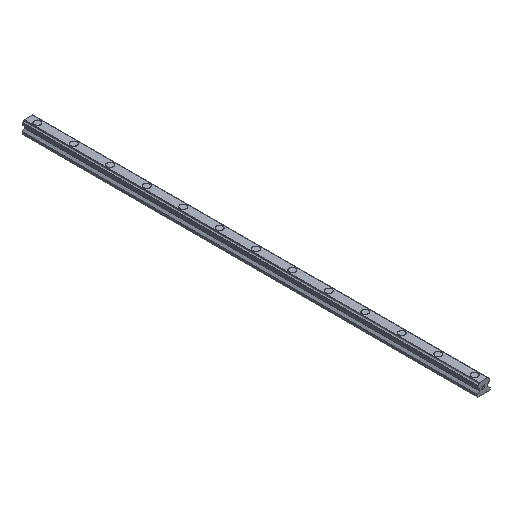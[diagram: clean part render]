
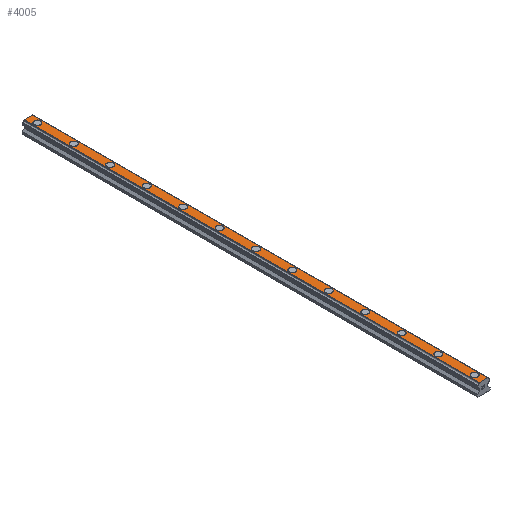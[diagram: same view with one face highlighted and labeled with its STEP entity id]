
A CAD part, isometric view. The second image highlights one B-rep face of the part: STEP entity #4005.
In plain terms, the highlighted planar face has unit normal (0, 0, 1).
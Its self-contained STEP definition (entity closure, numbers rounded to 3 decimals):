
#255=PLANE('',#4437);
#271=CIRCLE('',#4034,7.);
#275=CIRCLE('',#4040,7.);
#279=CIRCLE('',#4046,7.);
#283=CIRCLE('',#4052,7.);
#287=CIRCLE('',#4058,7.);
#291=CIRCLE('',#4064,7.);
#295=CIRCLE('',#4070,7.);
#299=CIRCLE('',#4076,7.);
#303=CIRCLE('',#4082,7.);
#307=CIRCLE('',#4088,7.);
#311=CIRCLE('',#4094,7.);
#315=CIRCLE('',#4100,7.);
#319=CIRCLE('',#4106,7.);
#430=CIRCLE('',#4335,7.);
#433=CIRCLE('',#4341,7.);
#436=CIRCLE('',#4347,7.);
#439=CIRCLE('',#4353,7.);
#442=CIRCLE('',#4359,7.);
#445=CIRCLE('',#4365,7.);
#448=CIRCLE('',#4371,7.);
#451=CIRCLE('',#4377,7.);
#454=CIRCLE('',#4383,7.);
#457=CIRCLE('',#4389,7.);
#460=CIRCLE('',#4395,7.);
#463=CIRCLE('',#4401,7.);
#466=CIRCLE('',#4407,7.);
#473=VERTEX_POINT('',#5566);
#475=VERTEX_POINT('',#5569);
#481=VERTEX_POINT('',#5584);
#483=VERTEX_POINT('',#5587);
#489=VERTEX_POINT('',#5602);
#491=VERTEX_POINT('',#5605);
#497=VERTEX_POINT('',#5620);
#499=VERTEX_POINT('',#5623);
#505=VERTEX_POINT('',#5638);
#507=VERTEX_POINT('',#5641);
#513=VERTEX_POINT('',#5656);
#515=VERTEX_POINT('',#5659);
#521=VERTEX_POINT('',#5674);
#523=VERTEX_POINT('',#5677);
#529=VERTEX_POINT('',#5692);
#531=VERTEX_POINT('',#5695);
#537=VERTEX_POINT('',#5710);
#539=VERTEX_POINT('',#5713);
#545=VERTEX_POINT('',#5728);
#547=VERTEX_POINT('',#5731);
#553=VERTEX_POINT('',#5746);
#555=VERTEX_POINT('',#5749);
#561=VERTEX_POINT('',#5764);
#563=VERTEX_POINT('',#5767);
#569=VERTEX_POINT('',#5782);
#571=VERTEX_POINT('',#5785);
#727=VERTEX_POINT('',#6267);
#728=VERTEX_POINT('',#6269);
#818=VERTEX_POINT('',#6494);
#819=VERTEX_POINT('',#6496);
#1050=VECTOR('',#5096,1.);
#1140=VECTOR('',#5254,1.);
#1179=VECTOR('',#5494,1.);
#1180=VECTOR('',#5496,1.);
#1411=LINE('',#6268,#1050);
#1501=LINE('',#6495,#1140);
#1540=LINE('',#6672,#1179);
#1541=LINE('',#6674,#1180);
#1570=EDGE_CURVE('',#475,#473,#271,.T.);
#1578=EDGE_CURVE('',#483,#481,#275,.T.);
#1586=EDGE_CURVE('',#491,#489,#279,.T.);
#1594=EDGE_CURVE('',#499,#497,#283,.T.);
#1602=EDGE_CURVE('',#507,#505,#287,.T.);
#1610=EDGE_CURVE('',#515,#513,#291,.T.);
#1618=EDGE_CURVE('',#523,#521,#295,.T.);
#1626=EDGE_CURVE('',#531,#529,#299,.T.);
#1634=EDGE_CURVE('',#539,#537,#303,.T.);
#1642=EDGE_CURVE('',#547,#545,#307,.T.);
#1650=EDGE_CURVE('',#555,#553,#311,.T.);
#1658=EDGE_CURVE('',#563,#561,#315,.T.);
#1666=EDGE_CURVE('',#571,#569,#319,.T.);
#1900=EDGE_CURVE('',#728,#727,#1411,.T.);
#2012=EDGE_CURVE('',#819,#818,#1501,.T.);
#2037=EDGE_CURVE('',#569,#571,#430,.T.);
#2040=EDGE_CURVE('',#561,#563,#433,.T.);
#2043=EDGE_CURVE('',#553,#555,#436,.T.);
#2046=EDGE_CURVE('',#545,#547,#439,.T.);
#2049=EDGE_CURVE('',#537,#539,#442,.T.);
#2052=EDGE_CURVE('',#529,#531,#445,.T.);
#2055=EDGE_CURVE('',#521,#523,#448,.T.);
#2058=EDGE_CURVE('',#513,#515,#451,.T.);
#2061=EDGE_CURVE('',#505,#507,#454,.T.);
#2064=EDGE_CURVE('',#497,#499,#457,.T.);
#2067=EDGE_CURVE('',#489,#491,#460,.T.);
#2070=EDGE_CURVE('',#481,#483,#463,.T.);
#2073=EDGE_CURVE('',#473,#475,#466,.T.);
#2101=EDGE_CURVE('',#727,#819,#1540,.T.);
#2102=EDGE_CURVE('',#728,#818,#1541,.T.);
#3122=ORIENTED_EDGE('',*,*,#1666,.T.);
#3123=ORIENTED_EDGE('',*,*,#2037,.T.);
#3124=ORIENTED_EDGE('',*,*,#1658,.T.);
#3125=ORIENTED_EDGE('',*,*,#2040,.T.);
#3126=ORIENTED_EDGE('',*,*,#1650,.T.);
#3127=ORIENTED_EDGE('',*,*,#2043,.T.);
#3128=ORIENTED_EDGE('',*,*,#1642,.T.);
#3129=ORIENTED_EDGE('',*,*,#2046,.T.);
#3130=ORIENTED_EDGE('',*,*,#1634,.T.);
#3131=ORIENTED_EDGE('',*,*,#2049,.T.);
#3132=ORIENTED_EDGE('',*,*,#1626,.T.);
#3133=ORIENTED_EDGE('',*,*,#2052,.T.);
#3134=ORIENTED_EDGE('',*,*,#1618,.T.);
#3135=ORIENTED_EDGE('',*,*,#2055,.T.);
#3136=ORIENTED_EDGE('',*,*,#1610,.T.);
#3137=ORIENTED_EDGE('',*,*,#2058,.T.);
#3138=ORIENTED_EDGE('',*,*,#1602,.T.);
#3139=ORIENTED_EDGE('',*,*,#2061,.T.);
#3140=ORIENTED_EDGE('',*,*,#1594,.T.);
#3141=ORIENTED_EDGE('',*,*,#2064,.T.);
#3142=ORIENTED_EDGE('',*,*,#1586,.T.);
#3143=ORIENTED_EDGE('',*,*,#2067,.T.);
#3144=ORIENTED_EDGE('',*,*,#1578,.T.);
#3145=ORIENTED_EDGE('',*,*,#2070,.T.);
#3146=ORIENTED_EDGE('',*,*,#1570,.T.);
#3147=ORIENTED_EDGE('',*,*,#2073,.T.);
#3148=ORIENTED_EDGE('',*,*,#2012,.T.);
#3149=ORIENTED_EDGE('',*,*,#2102,.F.);
#3150=ORIENTED_EDGE('',*,*,#1900,.T.);
#3151=ORIENTED_EDGE('',*,*,#2101,.T.);
#3485=EDGE_LOOP('',(#3122,#3123));
#3486=EDGE_LOOP('',(#3124,#3125));
#3487=EDGE_LOOP('',(#3126,#3127));
#3488=EDGE_LOOP('',(#3128,#3129));
#3489=EDGE_LOOP('',(#3130,#3131));
#3490=EDGE_LOOP('',(#3132,#3133));
#3491=EDGE_LOOP('',(#3134,#3135));
#3492=EDGE_LOOP('',(#3136,#3137));
#3493=EDGE_LOOP('',(#3138,#3139));
#3494=EDGE_LOOP('',(#3140,#3141));
#3495=EDGE_LOOP('',(#3142,#3143));
#3496=EDGE_LOOP('',(#3144,#3145));
#3497=EDGE_LOOP('',(#3146,#3147));
#3498=EDGE_LOOP('',(#3148,#3149,#3150,#3151));
#3760=FACE_BOUND('',#3485,.T.);
#3761=FACE_BOUND('',#3486,.T.);
#3762=FACE_BOUND('',#3487,.T.);
#3763=FACE_BOUND('',#3488,.T.);
#3764=FACE_BOUND('',#3489,.T.);
#3765=FACE_BOUND('',#3490,.T.);
#3766=FACE_BOUND('',#3491,.T.);
#3767=FACE_BOUND('',#3492,.T.);
#3768=FACE_BOUND('',#3493,.T.);
#3769=FACE_BOUND('',#3494,.T.);
#3770=FACE_BOUND('',#3495,.T.);
#3771=FACE_BOUND('',#3496,.T.);
#3772=FACE_BOUND('',#3497,.T.);
#3773=FACE_BOUND('',#3498,.T.);
#4005=ADVANCED_FACE('',(#3760,#3761,#3762,#3763,#3764,#3765,#3766,#3767,
#3768,#3769,#3770,#3771,#3772,#3773),#255,.T.);
#4034=AXIS2_PLACEMENT_3D('',#5568,#4473,#4474);
#4040=AXIS2_PLACEMENT_3D('',#5586,#4489,#4490);
#4046=AXIS2_PLACEMENT_3D('',#5604,#4505,#4506);
#4052=AXIS2_PLACEMENT_3D('',#5622,#4521,#4522);
#4058=AXIS2_PLACEMENT_3D('',#5640,#4537,#4538);
#4064=AXIS2_PLACEMENT_3D('',#5658,#4553,#4554);
#4070=AXIS2_PLACEMENT_3D('',#5676,#4569,#4570);
#4076=AXIS2_PLACEMENT_3D('',#5694,#4585,#4586);
#4082=AXIS2_PLACEMENT_3D('',#5712,#4601,#4602);
#4088=AXIS2_PLACEMENT_3D('',#5730,#4617,#4618);
#4094=AXIS2_PLACEMENT_3D('',#5748,#4633,#4634);
#4100=AXIS2_PLACEMENT_3D('',#5766,#4649,#4650);
#4106=AXIS2_PLACEMENT_3D('',#5784,#4665,#4666);
#4335=AXIS2_PLACEMENT_3D('',#6545,#5292,#5293);
#4341=AXIS2_PLACEMENT_3D('',#6551,#5303,#5304);
#4347=AXIS2_PLACEMENT_3D('',#6557,#5314,#5315);
#4353=AXIS2_PLACEMENT_3D('',#6563,#5325,#5326);
#4359=AXIS2_PLACEMENT_3D('',#6569,#5336,#5337);
#4365=AXIS2_PLACEMENT_3D('',#6575,#5347,#5348);
#4371=AXIS2_PLACEMENT_3D('',#6581,#5358,#5359);
#4377=AXIS2_PLACEMENT_3D('',#6587,#5369,#5370);
#4383=AXIS2_PLACEMENT_3D('',#6593,#5380,#5381);
#4389=AXIS2_PLACEMENT_3D('',#6599,#5391,#5392);
#4395=AXIS2_PLACEMENT_3D('',#6605,#5402,#5403);
#4401=AXIS2_PLACEMENT_3D('',#6611,#5413,#5414);
#4407=AXIS2_PLACEMENT_3D('',#6617,#5424,#5425);
#4437=AXIS2_PLACEMENT_3D('',#6673,#5495,$);
#4473=DIRECTION('',(0.,0.,-1.));
#4474=DIRECTION('',(7.,0.,0.));
#4489=DIRECTION('',(0.,0.,-1.));
#4490=DIRECTION('',(7.,0.,0.));
#4505=DIRECTION('',(0.,0.,-1.));
#4506=DIRECTION('',(7.,0.,0.));
#4521=DIRECTION('',(0.,0.,-1.));
#4522=DIRECTION('',(7.,0.,0.));
#4537=DIRECTION('',(0.,0.,-1.));
#4538=DIRECTION('',(7.,0.,0.));
#4553=DIRECTION('',(0.,0.,-1.));
#4554=DIRECTION('',(7.,0.,0.));
#4569=DIRECTION('',(0.,0.,-1.));
#4570=DIRECTION('',(7.,0.,0.));
#4585=DIRECTION('',(0.,0.,-1.));
#4586=DIRECTION('',(7.,0.,0.));
#4601=DIRECTION('',(0.,0.,-1.));
#4602=DIRECTION('',(7.,0.,0.));
#4617=DIRECTION('',(0.,0.,-1.));
#4618=DIRECTION('',(7.,0.,0.));
#4633=DIRECTION('',(0.,0.,-1.));
#4634=DIRECTION('',(7.,0.,0.));
#4649=DIRECTION('',(0.,0.,-1.));
#4650=DIRECTION('',(7.,0.,0.));
#4665=DIRECTION('',(0.,0.,-1.));
#4666=DIRECTION('',(7.,0.,0.));
#5096=DIRECTION('',(-1.,0.,0.));
#5254=DIRECTION('',(1.,0.,0.));
#5292=DIRECTION('',(0.,0.,-1.));
#5293=DIRECTION('',(7.,0.,0.));
#5303=DIRECTION('',(0.,0.,-1.));
#5304=DIRECTION('',(7.,0.,0.));
#5314=DIRECTION('',(0.,0.,-1.));
#5315=DIRECTION('',(7.,0.,0.));
#5325=DIRECTION('',(0.,0.,-1.));
#5326=DIRECTION('',(7.,0.,0.));
#5336=DIRECTION('',(0.,0.,-1.));
#5337=DIRECTION('',(7.,0.,0.));
#5347=DIRECTION('',(0.,0.,-1.));
#5348=DIRECTION('',(7.,0.,0.));
#5358=DIRECTION('',(0.,0.,-1.));
#5359=DIRECTION('',(7.,0.,0.));
#5369=DIRECTION('',(0.,0.,-1.));
#5370=DIRECTION('',(7.,0.,0.));
#5380=DIRECTION('',(0.,0.,-1.));
#5381=DIRECTION('',(7.,0.,0.));
#5391=DIRECTION('',(0.,0.,-1.));
#5392=DIRECTION('',(7.,0.,0.));
#5402=DIRECTION('',(0.,0.,-1.));
#5403=DIRECTION('',(7.,0.,0.));
#5413=DIRECTION('',(0.,0.,-1.));
#5414=DIRECTION('',(7.,0.,0.));
#5424=DIRECTION('',(0.,0.,-1.));
#5425=DIRECTION('',(7.,0.,0.));
#5494=DIRECTION('',(0.,-1.,0.));
#5495=DIRECTION('',(0.,0.,1.));
#5496=DIRECTION('',(0.,-1.,0.));
#5566=CARTESIAN_POINT('',(7.,20.,26.));
#5568=CARTESIAN_POINT('',(0.,20.,26.));
#5569=CARTESIAN_POINT('',(-7.,20.,26.));
#5584=CARTESIAN_POINT('',(7.,100.,26.));
#5586=CARTESIAN_POINT('',(0.,100.,26.));
#5587=CARTESIAN_POINT('',(-7.,100.,26.));
#5602=CARTESIAN_POINT('',(7.,180.,26.));
#5604=CARTESIAN_POINT('',(0.,180.,26.));
#5605=CARTESIAN_POINT('',(-7.,180.,26.));
#5620=CARTESIAN_POINT('',(7.,260.,26.));
#5622=CARTESIAN_POINT('',(0.,260.,26.));
#5623=CARTESIAN_POINT('',(-7.,260.,26.));
#5638=CARTESIAN_POINT('',(7.,340.,26.));
#5640=CARTESIAN_POINT('',(0.,340.,26.));
#5641=CARTESIAN_POINT('',(-7.,340.,26.));
#5656=CARTESIAN_POINT('',(7.,420.,26.));
#5658=CARTESIAN_POINT('',(0.,420.,26.));
#5659=CARTESIAN_POINT('',(-7.,420.,26.));
#5674=CARTESIAN_POINT('',(7.,500.,26.));
#5676=CARTESIAN_POINT('',(0.,500.,26.));
#5677=CARTESIAN_POINT('',(-7.,500.,26.));
#5692=CARTESIAN_POINT('',(7.,580.,26.));
#5694=CARTESIAN_POINT('',(0.,580.,26.));
#5695=CARTESIAN_POINT('',(-7.,580.,26.));
#5710=CARTESIAN_POINT('',(7.,660.,26.));
#5712=CARTESIAN_POINT('',(0.,660.,26.));
#5713=CARTESIAN_POINT('',(-7.,660.,26.));
#5728=CARTESIAN_POINT('',(7.,740.,26.));
#5730=CARTESIAN_POINT('',(0.,740.,26.));
#5731=CARTESIAN_POINT('',(-7.,740.,26.));
#5746=CARTESIAN_POINT('',(7.,820.,26.));
#5748=CARTESIAN_POINT('',(0.,820.,26.));
#5749=CARTESIAN_POINT('',(-7.,820.,26.));
#5764=CARTESIAN_POINT('',(7.,900.,26.));
#5766=CARTESIAN_POINT('',(0.,900.,26.));
#5767=CARTESIAN_POINT('',(-7.,900.,26.));
#5782=CARTESIAN_POINT('',(7.,980.,26.));
#5784=CARTESIAN_POINT('',(0.,980.,26.));
#5785=CARTESIAN_POINT('',(-7.,980.,26.));
#6267=CARTESIAN_POINT('',(-9.342,1000.,26.));
#6268=CARTESIAN_POINT('',(9.342,1000.,26.));
#6269=CARTESIAN_POINT('',(9.342,1000.,26.));
#6494=CARTESIAN_POINT('',(9.342,0.,26.));
#6495=CARTESIAN_POINT('',(-9.342,0.,26.));
#6496=CARTESIAN_POINT('',(-9.342,0.,26.));
#6545=CARTESIAN_POINT('',(0.,980.,26.));
#6551=CARTESIAN_POINT('',(0.,900.,26.));
#6557=CARTESIAN_POINT('',(0.,820.,26.));
#6563=CARTESIAN_POINT('',(0.,740.,26.));
#6569=CARTESIAN_POINT('',(0.,660.,26.));
#6575=CARTESIAN_POINT('',(0.,580.,26.));
#6581=CARTESIAN_POINT('',(0.,500.,26.));
#6587=CARTESIAN_POINT('',(0.,420.,26.));
#6593=CARTESIAN_POINT('',(0.,340.,26.));
#6599=CARTESIAN_POINT('',(0.,260.,26.));
#6605=CARTESIAN_POINT('',(0.,180.,26.));
#6611=CARTESIAN_POINT('',(0.,100.,26.));
#6617=CARTESIAN_POINT('',(0.,20.,26.));
#6672=CARTESIAN_POINT('',(-9.342,1000.,26.));
#6673=CARTESIAN_POINT('',(0.,1000.,26.));
#6674=CARTESIAN_POINT('',(9.342,1000.,26.));
